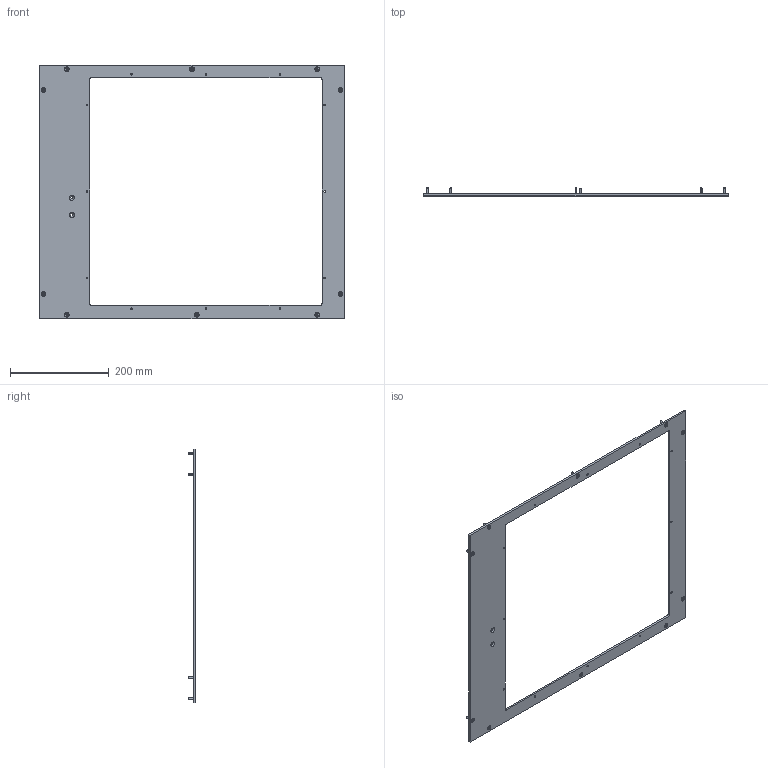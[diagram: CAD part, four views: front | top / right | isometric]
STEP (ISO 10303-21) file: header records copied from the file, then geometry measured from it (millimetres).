
FILE_DESCRIPTION (( 'STEP AP214' ), '1' );
FILE_NAME ('INGUN_113444.STEP', '2024-08-21T08:46:53', ( '' ), ( '' ), 'SwSTEP 2.0', 'SolidWorks 2021', '' );
FILE_SCHEMA (( 'AUTOMOTIVE_DESIGN' ));
Length unit declared in the file: millimetre
Products named in the file (3): DIN7991~n_M04,0x016; 109512~2; INGUN_113444
Assembly tree (11 placements, depth 2):
  INGUN_113444
    109512~2
    DIN7991~n_M04,0x016  x10
Bounding box: 616 x 16 x 512 mm (x, y, z)
Volume: 397371.5 mm3; surface area: 218531.3 mm2
Topology: 11 solids, 11 shells, 366 faces, 918 edges, 584 vertices
Faces by surface type: cylinder 262, cone 64, plane 40
Entity records: 4099 total; most frequent: DIRECTION 725, CARTESIAN_POINT 613, ORIENTED_EDGE 594, AXIS2_PLACEMENT_3D 300, EDGE_CURVE 297, VERTEX_POINT 188, CIRCLE 172, EDGE_LOOP 165
